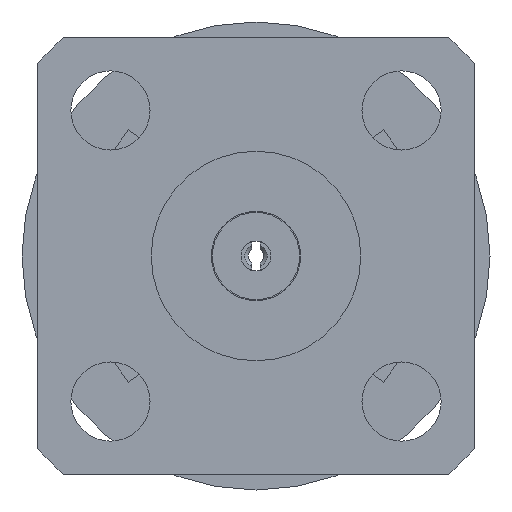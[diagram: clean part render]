
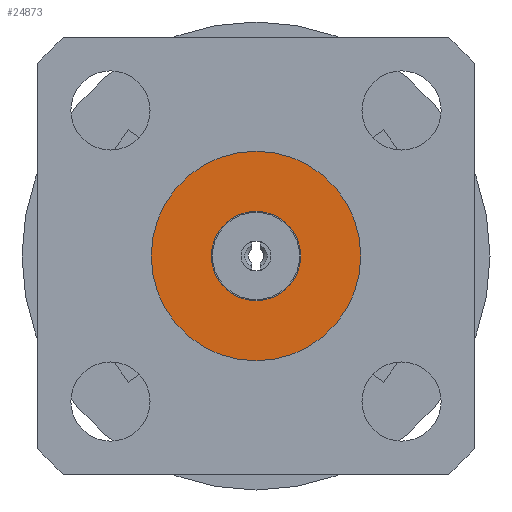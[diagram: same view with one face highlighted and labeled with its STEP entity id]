
A CAD part, left-side view. The second image highlights one B-rep face of the part: STEP entity #24873.
In plain terms, the highlighted planar face has unit normal (-1, 0, 0).
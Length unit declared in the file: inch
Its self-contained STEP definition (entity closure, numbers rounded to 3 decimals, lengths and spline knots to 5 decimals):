
#1368 = DIRECTION ( 'NONE',  ( -1., 0., 0. ) ) ;
#1401 = EDGE_CURVE ( 'NONE', #35797, #23238, #9344, .T. ) ;
#4049 = CIRCLE ( 'NONE', #21710, 0.09 ) ;
#4911 = EDGE_CURVE ( 'NONE', #6054, #12093, #24840, .T. ) ;
#4974 = EDGE_LOOP ( 'NONE', ( #26878, #31250 ) ) ;
#5048 = CARTESIAN_POINT ( 'NONE',  ( 0., 0., 0. ) ) ;
#5655 = CARTESIAN_POINT ( 'NONE',  ( 0., 0., -0.09 ) ) ;
#6054 = VERTEX_POINT ( 'NONE', #8533 ) ;
#6889 = AXIS2_PLACEMENT_3D ( 'NONE', #35033, #18237, #9745 ) ;
#6991 = PLANE ( 'NONE',  #6889 ) ;
#7685 = EDGE_LOOP ( 'NONE', ( #21577, #29752 ) ) ;
#8533 = CARTESIAN_POINT ( 'NONE',  ( 0., 0., -0.03835 ) ) ;
#9282 = EDGE_CURVE ( 'NONE', #12093, #6054, #22658, .T. ) ;
#9344 = CIRCLE ( 'NONE', #31748, 0.09 ) ;
#9745 = DIRECTION ( 'NONE',  ( 0., 0., -1. ) ) ;
#11455 = AXIS2_PLACEMENT_3D ( 'NONE', #13149, #1368, #12433 ) ;
#12093 = VERTEX_POINT ( 'NONE', #18300 ) ;
#12433 = DIRECTION ( 'NONE',  ( 0., 0., 1. ) ) ;
#13149 = CARTESIAN_POINT ( 'NONE',  ( 0., 0., 0. ) ) ;
#13644 = DIRECTION ( 'NONE',  ( -1., 0., 0. ) ) ;
#16106 = DIRECTION ( 'NONE',  ( -1., 0., 0. ) ) ;
#17868 = DIRECTION ( 'NONE',  ( 0., 0., 1. ) ) ;
#18237 = DIRECTION ( 'NONE',  ( 1., 0., 0. ) ) ;
#18300 = CARTESIAN_POINT ( 'NONE',  ( 0., 0., 0.03835 ) ) ;
#19175 = EDGE_CURVE ( 'NONE', #23238, #35797, #4049, .T. ) ;
#19554 = DIRECTION ( 'NONE',  ( 0., 0., 1. ) ) ;
#21577 = ORIENTED_EDGE ( 'NONE', *, *, #1401, .T. ) ;
#21602 = CARTESIAN_POINT ( 'NONE',  ( 0., 0., 0. ) ) ;
#21710 = AXIS2_PLACEMENT_3D ( 'NONE', #21602, #13644, #19554 ) ;
#21891 = AXIS2_PLACEMENT_3D ( 'NONE', #28945, #31725, #17868 ) ;
#22658 = CIRCLE ( 'NONE', #11455, 0.03835 ) ;
#22878 = FACE_BOUND ( 'NONE', #4974, .T. ) ;
#23238 = VERTEX_POINT ( 'NONE', #5655 ) ;
#24840 = CIRCLE ( 'NONE', #21891, 0.03835 ) ;
#24873 = ADVANCED_FACE ( 'NONE', ( #22878, #34130 ), #6991, .F. ) ;
#26878 = ORIENTED_EDGE ( 'NONE', *, *, #9282, .F. ) ;
#27551 = DIRECTION ( 'NONE',  ( 0., 0., 1. ) ) ;
#28945 = CARTESIAN_POINT ( 'NONE',  ( 0., 0., 0. ) ) ;
#29752 = ORIENTED_EDGE ( 'NONE', *, *, #19175, .T. ) ;
#31250 = ORIENTED_EDGE ( 'NONE', *, *, #4911, .F. ) ;
#31725 = DIRECTION ( 'NONE',  ( -1., 0., 0. ) ) ;
#31748 = AXIS2_PLACEMENT_3D ( 'NONE', #5048, #16106, #27551 ) ;
#34130 = FACE_OUTER_BOUND ( 'NONE', #7685, .T. ) ;
#35033 = CARTESIAN_POINT ( 'NONE',  ( 0., 0.03835, 0. ) ) ;
#35383 = CARTESIAN_POINT ( 'NONE',  ( 0., 0., 0.09 ) ) ;
#35797 = VERTEX_POINT ( 'NONE', #35383 ) ;
